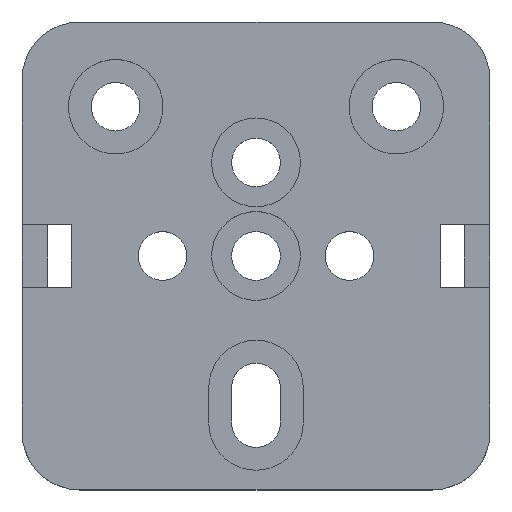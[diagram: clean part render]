
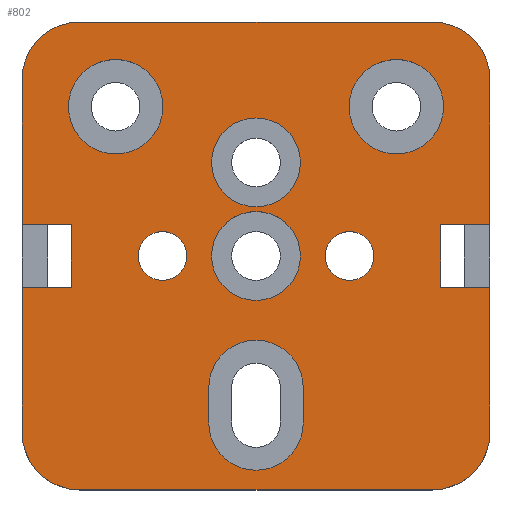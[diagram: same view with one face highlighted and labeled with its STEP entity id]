
A CAD part, top view. The second image highlights one B-rep face of the part: STEP entity #802.
In plain terms, the highlighted planar face has unit normal (0, 0, 1).
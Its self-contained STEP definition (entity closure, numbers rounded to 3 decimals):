
#17=FACE_BOUND('',#113,.T.);
#18=FACE_BOUND('',#114,.T.);
#19=FACE_BOUND('',#115,.T.);
#20=FACE_BOUND('',#116,.T.);
#21=FACE_BOUND('',#117,.T.);
#22=FACE_BOUND('',#118,.T.);
#23=FACE_BOUND('',#119,.T.);
#39=PLANE('',#867);
#67=FACE_OUTER_BOUND('',#112,.T.);
#112=EDGE_LOOP('',(#574,#575,#576,#577,#578,#579,#580,#581,#582,#583,#584,
#585,#586,#587,#588,#589));
#113=EDGE_LOOP('',(#590));
#114=EDGE_LOOP('',(#591));
#115=EDGE_LOOP('',(#592));
#116=EDGE_LOOP('',(#593));
#117=EDGE_LOOP('',(#594));
#118=EDGE_LOOP('',(#595,#596,#597,#598));
#119=EDGE_LOOP('',(#599));
#172=LINE('',#1200,#250);
#176=LINE('',#1208,#254);
#179=LINE('',#1214,#257);
#180=LINE('',#1218,#258);
#181=LINE('',#1220,#259);
#182=LINE('',#1222,#260);
#183=LINE('',#1224,#261);
#184=LINE('',#1226,#262);
#185=LINE('',#1230,#263);
#186=LINE('',#1233,#264);
#187=LINE('',#1235,#265);
#188=LINE('',#1236,#266);
#189=LINE('',#1245,#267);
#190=LINE('',#1249,#268);
#250=VECTOR('',#966,10.);
#254=VECTOR('',#970,10.);
#257=VECTOR('',#975,10.);
#258=VECTOR('',#978,10.);
#259=VECTOR('',#979,10.);
#260=VECTOR('',#980,10.);
#261=VECTOR('',#981,10.);
#262=VECTOR('',#982,10.);
#263=VECTOR('',#985,10.);
#264=VECTOR('',#988,10.);
#265=VECTOR('',#989,10.);
#266=VECTOR('',#990,10.);
#267=VECTOR('',#997,10.);
#268=VECTOR('',#1000,10.);
#324=CIRCLE('',#854,4.75);
#327=CIRCLE('',#859,4.75);
#330=CIRCLE('',#864,6.17);
#332=CIRCLE('',#868,6.17);
#333=CIRCLE('',#869,6.17);
#334=CIRCLE('',#870,6.17);
#335=CIRCLE('',#871,2.6);
#336=CIRCLE('',#872,2.6);
#337=CIRCLE('',#873,5.05);
#338=CIRCLE('',#874,5.05);
#339=CIRCLE('',#875,5.05);
#340=CIRCLE('',#876,5.05);
#360=VERTEX_POINT('',#1172);
#363=VERTEX_POINT('',#1181);
#366=VERTEX_POINT('',#1190);
#367=VERTEX_POINT('',#1191);
#370=VERTEX_POINT('',#1199);
#373=VERTEX_POINT('',#1205);
#374=VERTEX_POINT('',#1207);
#376=VERTEX_POINT('',#1213);
#377=VERTEX_POINT('',#1215);
#378=VERTEX_POINT('',#1217);
#379=VERTEX_POINT('',#1219);
#380=VERTEX_POINT('',#1221);
#381=VERTEX_POINT('',#1223);
#382=VERTEX_POINT('',#1225);
#383=VERTEX_POINT('',#1227);
#384=VERTEX_POINT('',#1229);
#385=VERTEX_POINT('',#1232);
#386=VERTEX_POINT('',#1234);
#387=VERTEX_POINT('',#1237);
#388=VERTEX_POINT('',#1239);
#389=VERTEX_POINT('',#1241);
#390=VERTEX_POINT('',#1243);
#391=VERTEX_POINT('',#1244);
#392=VERTEX_POINT('',#1246);
#393=VERTEX_POINT('',#1248);
#394=VERTEX_POINT('',#1251);
#436=EDGE_CURVE('',#360,#360,#324,.T.);
#440=EDGE_CURVE('',#363,#363,#327,.T.);
#444=EDGE_CURVE('',#366,#367,#330,.T.);
#448=EDGE_CURVE('',#370,#367,#172,.T.);
#452=EDGE_CURVE('',#374,#373,#176,.T.);
#455=EDGE_CURVE('',#366,#376,#179,.T.);
#456=EDGE_CURVE('',#377,#376,#332,.T.);
#457=EDGE_CURVE('',#377,#378,#180,.T.);
#458=EDGE_CURVE('',#378,#379,#181,.T.);
#459=EDGE_CURVE('',#379,#380,#182,.T.);
#460=EDGE_CURVE('',#380,#381,#183,.T.);
#461=EDGE_CURVE('',#381,#382,#184,.T.);
#462=EDGE_CURVE('',#383,#382,#333,.T.);
#463=EDGE_CURVE('',#383,#384,#185,.T.);
#464=EDGE_CURVE('',#374,#384,#334,.T.);
#465=EDGE_CURVE('',#373,#385,#186,.T.);
#466=EDGE_CURVE('',#385,#386,#187,.T.);
#467=EDGE_CURVE('',#386,#370,#188,.T.);
#468=EDGE_CURVE('',#387,#387,#335,.T.);
#469=EDGE_CURVE('',#388,#388,#336,.T.);
#470=EDGE_CURVE('',#389,#389,#337,.T.);
#471=EDGE_CURVE('',#390,#391,#189,.T.);
#472=EDGE_CURVE('',#392,#391,#338,.T.);
#473=EDGE_CURVE('',#392,#393,#190,.T.);
#474=EDGE_CURVE('',#390,#393,#339,.T.);
#475=EDGE_CURVE('',#394,#394,#340,.T.);
#574=ORIENTED_EDGE('',*,*,#444,.F.);
#575=ORIENTED_EDGE('',*,*,#455,.T.);
#576=ORIENTED_EDGE('',*,*,#456,.F.);
#577=ORIENTED_EDGE('',*,*,#457,.T.);
#578=ORIENTED_EDGE('',*,*,#458,.T.);
#579=ORIENTED_EDGE('',*,*,#459,.T.);
#580=ORIENTED_EDGE('',*,*,#460,.T.);
#581=ORIENTED_EDGE('',*,*,#461,.T.);
#582=ORIENTED_EDGE('',*,*,#462,.F.);
#583=ORIENTED_EDGE('',*,*,#463,.T.);
#584=ORIENTED_EDGE('',*,*,#464,.F.);
#585=ORIENTED_EDGE('',*,*,#452,.T.);
#586=ORIENTED_EDGE('',*,*,#465,.T.);
#587=ORIENTED_EDGE('',*,*,#466,.T.);
#588=ORIENTED_EDGE('',*,*,#467,.T.);
#589=ORIENTED_EDGE('',*,*,#448,.T.);
#590=ORIENTED_EDGE('',*,*,#436,.T.);
#591=ORIENTED_EDGE('',*,*,#440,.T.);
#592=ORIENTED_EDGE('',*,*,#468,.T.);
#593=ORIENTED_EDGE('',*,*,#469,.T.);
#594=ORIENTED_EDGE('',*,*,#470,.T.);
#595=ORIENTED_EDGE('',*,*,#471,.T.);
#596=ORIENTED_EDGE('',*,*,#472,.F.);
#597=ORIENTED_EDGE('',*,*,#473,.T.);
#598=ORIENTED_EDGE('',*,*,#474,.F.);
#599=ORIENTED_EDGE('',*,*,#475,.T.);
#802=ADVANCED_FACE('',(#67,#17,#18,#19,#20,#21,#22,#23),#39,.T.);
#854=AXIS2_PLACEMENT_3D('',#1173,#936,#937);
#859=AXIS2_PLACEMENT_3D('',#1182,#947,#948);
#864=AXIS2_PLACEMENT_3D('',#1192,#958,#959);
#867=AXIS2_PLACEMENT_3D('',#1212,#973,#974);
#868=AXIS2_PLACEMENT_3D('',#1216,#976,#977);
#869=AXIS2_PLACEMENT_3D('',#1228,#983,#984);
#870=AXIS2_PLACEMENT_3D('',#1231,#986,#987);
#871=AXIS2_PLACEMENT_3D('',#1238,#991,#992);
#872=AXIS2_PLACEMENT_3D('',#1240,#993,#994);
#873=AXIS2_PLACEMENT_3D('',#1242,#995,#996);
#874=AXIS2_PLACEMENT_3D('',#1247,#998,#999);
#875=AXIS2_PLACEMENT_3D('',#1250,#1001,#1002);
#876=AXIS2_PLACEMENT_3D('',#1252,#1003,#1004);
#936=DIRECTION('center_axis',(0.,0.,-1.));
#937=DIRECTION('ref_axis',(-1.,0.,0.));
#947=DIRECTION('center_axis',(0.,0.,-1.));
#948=DIRECTION('ref_axis',(-1.,0.,0.));
#958=DIRECTION('center_axis',(0.,0.,-1.));
#959=DIRECTION('ref_axis',(0.707,0.707,0.));
#966=DIRECTION('',(0.,1.,0.));
#970=DIRECTION('',(0.,1.,0.));
#973=DIRECTION('center_axis',(0.,0.,1.));
#974=DIRECTION('ref_axis',(1.,0.,0.));
#975=DIRECTION('',(-1.,0.,0.));
#976=DIRECTION('center_axis',(0.,0.,-1.));
#977=DIRECTION('ref_axis',(-0.707,0.707,0.));
#978=DIRECTION('',(0.,-1.,0.));
#979=DIRECTION('',(1.,0.,0.));
#980=DIRECTION('',(0.,-1.,0.));
#981=DIRECTION('',(-1.,0.,0.));
#982=DIRECTION('',(0.,-1.,0.));
#983=DIRECTION('center_axis',(0.,0.,-1.));
#984=DIRECTION('ref_axis',(-0.707,-0.707,0.));
#985=DIRECTION('',(1.,0.,0.));
#986=DIRECTION('center_axis',(0.,0.,-1.));
#987=DIRECTION('ref_axis',(0.707,-0.707,0.));
#988=DIRECTION('',(-1.,0.,0.));
#989=DIRECTION('',(0.,1.,0.));
#990=DIRECTION('',(1.,0.,0.));
#991=DIRECTION('center_axis',(0.,0.,-1.));
#992=DIRECTION('ref_axis',(1.,0.,0.));
#993=DIRECTION('center_axis',(0.,0.,-1.));
#994=DIRECTION('ref_axis',(1.,0.,0.));
#995=DIRECTION('center_axis',(0.,0.,-1.));
#996=DIRECTION('ref_axis',(-1.,0.,0.));
#997=DIRECTION('',(0.,1.,0.));
#998=DIRECTION('center_axis',(0.,0.,1.));
#999=DIRECTION('ref_axis',(0.707,0.707,0.));
#1000=DIRECTION('',(0.,-1.,0.));
#1001=DIRECTION('center_axis',(0.,0.,1.));
#1002=DIRECTION('ref_axis',(-0.707,-0.707,0.));
#1003=DIRECTION('center_axis',(0.,0.,-1.));
#1004=DIRECTION('ref_axis',(-1.,0.,0.));
#1172=CARTESIAN_POINT('',(4.75,0.,6.25));
#1173=CARTESIAN_POINT('Origin',(0.,0.,6.25));
#1181=CARTESIAN_POINT('',(4.75,10.,6.25));
#1182=CARTESIAN_POINT('Origin',(0.,10.,6.25));
#1190=CARTESIAN_POINT('',(18.83,25.,6.25));
#1191=CARTESIAN_POINT('',(25.,18.83,6.25));
#1192=CARTESIAN_POINT('Origin',(18.83,18.83,6.25));
#1199=CARTESIAN_POINT('',(25.,3.35,6.25));
#1200=CARTESIAN_POINT('',(25.,25.,6.25));
#1205=CARTESIAN_POINT('',(25.,-3.35,6.25));
#1207=CARTESIAN_POINT('',(25.,-18.83,6.25));
#1208=CARTESIAN_POINT('',(25.,25.,6.25));
#1212=CARTESIAN_POINT('Origin',(0.,0.,6.25));
#1213=CARTESIAN_POINT('',(-18.83,25.,6.25));
#1214=CARTESIAN_POINT('',(-25.,25.,6.25));
#1215=CARTESIAN_POINT('',(-25.,18.83,6.25));
#1216=CARTESIAN_POINT('Origin',(-18.83,18.83,6.25));
#1217=CARTESIAN_POINT('',(-25.,3.35,6.25));
#1218=CARTESIAN_POINT('',(-25.,-25.,6.25));
#1219=CARTESIAN_POINT('',(-19.75,3.35,6.25));
#1220=CARTESIAN_POINT('',(-12.5,3.35,6.25));
#1221=CARTESIAN_POINT('',(-19.75,-3.35,6.25));
#1222=CARTESIAN_POINT('',(-19.75,3.35,6.25));
#1223=CARTESIAN_POINT('',(-25.,-3.35,6.25));
#1224=CARTESIAN_POINT('',(-19.75,-3.35,6.25));
#1225=CARTESIAN_POINT('',(-25.,-18.83,6.25));
#1226=CARTESIAN_POINT('',(-25.,-25.,6.25));
#1227=CARTESIAN_POINT('',(-18.83,-25.,6.25));
#1228=CARTESIAN_POINT('Origin',(-18.83,-18.83,6.25));
#1229=CARTESIAN_POINT('',(18.83,-25.,6.25));
#1230=CARTESIAN_POINT('',(25.,-25.,6.25));
#1231=CARTESIAN_POINT('Origin',(18.83,-18.83,6.25));
#1232=CARTESIAN_POINT('',(19.75,-3.35,6.25));
#1233=CARTESIAN_POINT('',(12.5,-3.35,6.25));
#1234=CARTESIAN_POINT('',(19.75,3.35,6.25));
#1235=CARTESIAN_POINT('',(19.75,-3.35,6.25));
#1236=CARTESIAN_POINT('',(19.75,3.35,6.25));
#1237=CARTESIAN_POINT('',(7.4,0.,6.25));
#1238=CARTESIAN_POINT('Origin',(10.,0.,6.25));
#1239=CARTESIAN_POINT('',(-12.6,0.,6.25));
#1240=CARTESIAN_POINT('Origin',(-10.,0.,6.25));
#1241=CARTESIAN_POINT('',(20.05,15.95,6.25));
#1242=CARTESIAN_POINT('Origin',(15.,15.95,6.25));
#1243=CARTESIAN_POINT('',(-5.05,-17.85,6.25));
#1244=CARTESIAN_POINT('',(-5.05,-14.05,6.25));
#1245=CARTESIAN_POINT('',(-5.05,-11.45,6.25));
#1246=CARTESIAN_POINT('',(5.05,-14.05,6.25));
#1247=CARTESIAN_POINT('Origin',(0.,-14.05,6.25));
#1248=CARTESIAN_POINT('',(5.05,-17.85,6.25));
#1249=CARTESIAN_POINT('',(5.05,-4.5,6.25));
#1250=CARTESIAN_POINT('Origin',(0.,-17.85,6.25));
#1251=CARTESIAN_POINT('',(-9.95,15.95,6.25));
#1252=CARTESIAN_POINT('Origin',(-15.,15.95,6.25));
